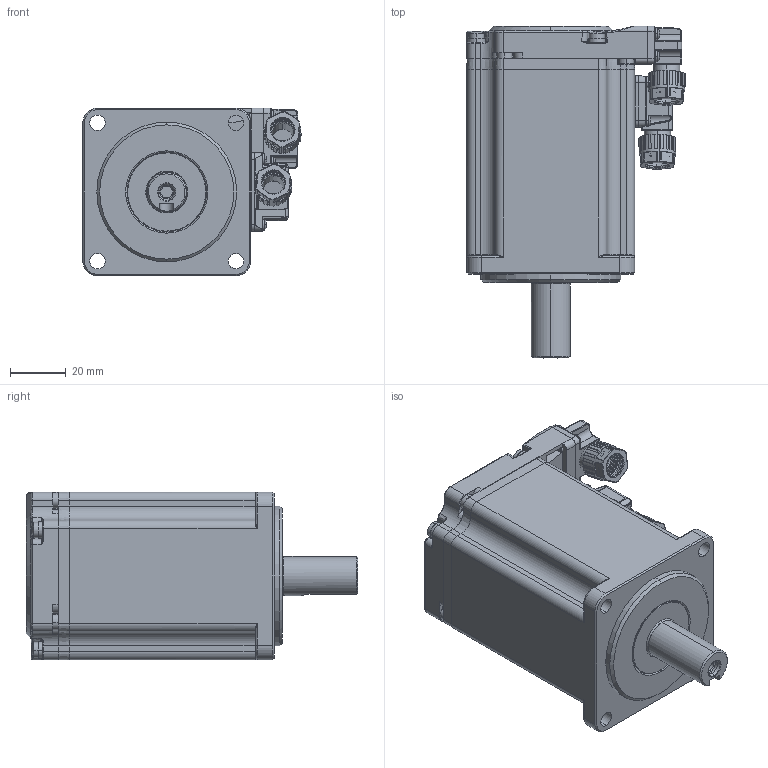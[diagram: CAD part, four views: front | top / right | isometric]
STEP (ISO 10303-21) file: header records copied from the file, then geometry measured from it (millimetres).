
FILE_DESCRIPTION (( 'STEP AP203' ), '1' );
FILE_NAME ('MS6S-60CM30B4-20P4.STEP', '2024-03-13T02:19:24', ( '' ), ( '' ), 'SwSTEP 2.0', 'SolidWorks 2022', '' );
FILE_SCHEMA (( 'CONFIG_CONTROL_DESIGN' ));
Length unit declared in the file: millimetre
Products named in the file (1): MS6S-60CM30B4-20P4
Bounding box: 78.06 x 118.7 x 60 mm (x, y, z)
Surface area: 37379.6 mm2 (no closed solid volume)
Topology: 0 solids, 27 shells, 1116 faces, 3962 edges, 2708 vertices
Faces by surface type: plane 435, cylinder 387, bspline 120, cone 94, torus 52, sphere 28
Entity records: 55572 total; most frequent: CARTESIAN_POINT 24846, ORIENTED_EDGE 6527, DIRECTION 5580, EDGE_CURVE 3941, VERTEX_POINT 2708, AXIS2_PLACEMENT_3D 2096, VECTOR 1388, LINE 1388
